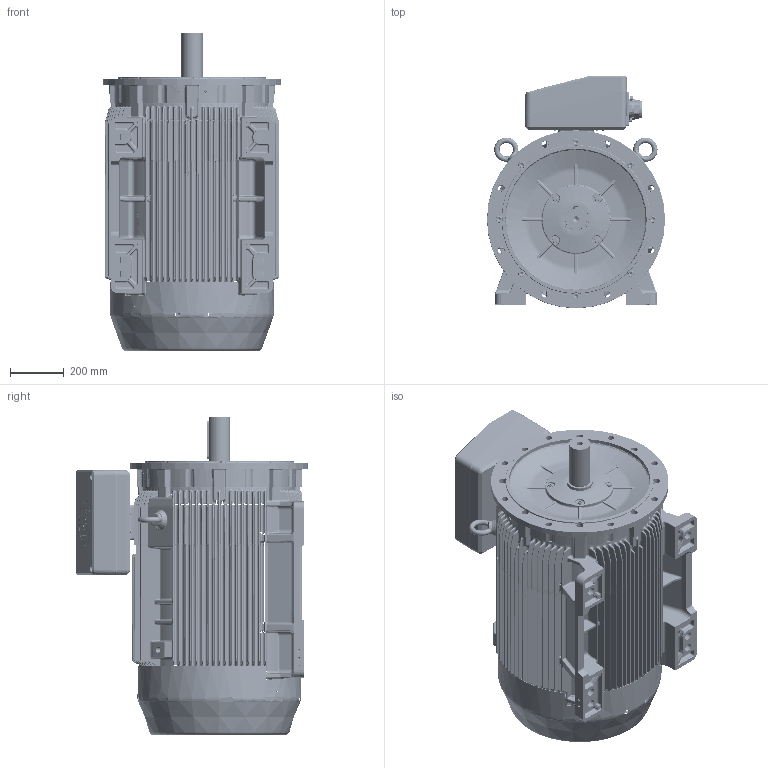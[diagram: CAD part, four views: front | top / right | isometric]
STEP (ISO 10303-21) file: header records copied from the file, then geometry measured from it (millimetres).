
FILE_DESCRIPTION(/* description */ (''),/* implementation_level */ '2;1');
FILE_NAME(/* name */ '6441238xx-AA-DIS GORUNUS QHG 315L-4 B35 KI TK-T.stp',/* time_stamp */ '2023-06-12T11:53:24+03:00',/* author */ (''),/* organization */ (''),/* preprocessor_version */ 'ST-DEVELOPER v16',/* originating_system */ 'SIEMENS PLM Software NX 11.0',/* authorisation */ '');
FILE_SCHEMA (('AUTOMOTIVE_DESIGN { 1 0 10303 214 3 1 1 1 }'));
Length unit declared in the file: millimetre
Products named in the file (1): 26009910674F4pys
Bounding box: 660 x 862.37 x 1180 mm (x, y, z)
Surface area: 7832497 mm2 (no closed solid volume)
Topology: 0 solids, 145 shells, 6471 faces, 25196 edges, 17589 vertices
Faces by surface type: plane 2745, cylinder 1434, bspline 1343, cone 567, torus 219, sphere 163
Full cylindrical faces by diameter (mm): 4 x2, 5.3 x1, 8 x1, 8.5 x5, 9 x3, 10 x9, 12 x2, 12.1 x2, 16 x12, 17.5 x1, 20 x15, 21 x2, 24 x8, 26 x8, 44 x2, 44.4 x2, 44.5 x2, 47.7 x2, 50 x2, 64.8 x2, 69.4 x1, 70 x1, 79.4 x1, 80 x1, 95 x2, 604 x1, 607 x1, 660 x1
Entity records: 319516 total; most frequent: CARTESIAN_POINT 100667, ORIENTED_EDGE 38663, DIRECTION 34922, EDGE_CURVE 24673, VERTEX_POINT 17522, LINE 14888, VECTOR 14888, AXIS2_PLACEMENT_3D 10017
